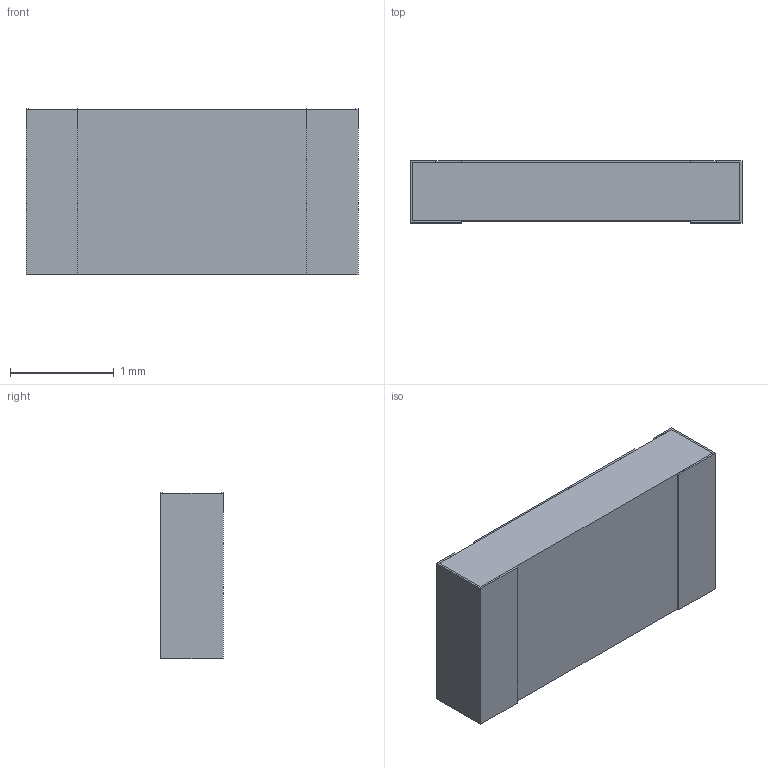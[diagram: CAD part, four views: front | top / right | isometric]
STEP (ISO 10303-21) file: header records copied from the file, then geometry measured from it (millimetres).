
FILE_DESCRIPTION (( 'STEP AP214' ), '1' );
FILE_NAME ('1206 resistor.STEP', '2012-03-31T03:47:16', ( '' ), ( '' ), 'SwSTEP 2.0', 'SolidWorks 2010', '' );
FILE_SCHEMA (( 'AUTOMOTIVE_DESIGN' ));
Length unit declared in the file: millimetre
Products named in the file (1): 1206 resistor
Bounding box: 3.2 x 0.6 x 1.6 mm (x, y, z)
Volume: 3 mm3; surface area: 32.4 mm2
Topology: 2 solids, 2 shells, 44 faces, 152 edges, 118 vertices
Faces by surface type: plane 44
Entity records: 2218 total; most frequent: CARTESIAN_POINT 431, ORIENTED_EDGE 304, DIRECTION 230, EDGE_CURVE 152, LINE 140, VECTOR 140, VERTEX_POINT 118, EDGE_LOOP 50
